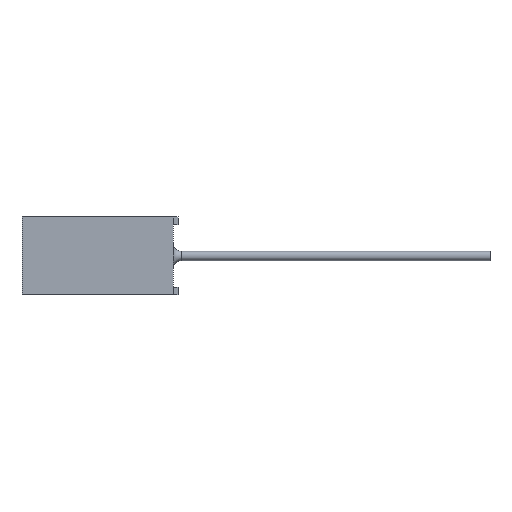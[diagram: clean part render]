
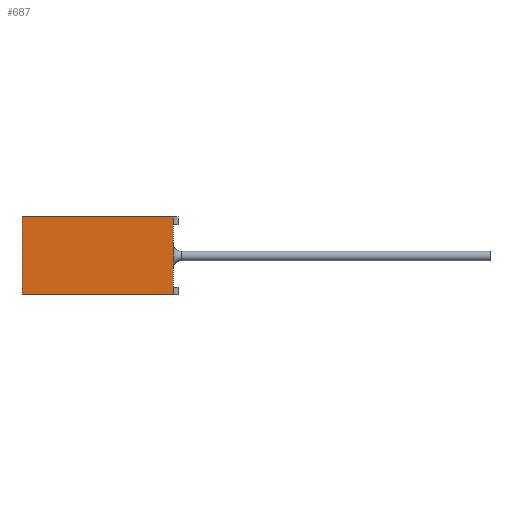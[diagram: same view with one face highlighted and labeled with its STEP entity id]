
A CAD part, left-side view. The second image highlights one B-rep face of the part: STEP entity #687.
In plain terms, the highlighted planar face has unit normal (-1, 0, 0).
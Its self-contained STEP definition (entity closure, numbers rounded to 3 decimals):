
#687 = ADVANCED_FACE( '', ( #1711 ), #1712, .F. );
#1711 = FACE_OUTER_BOUND( '', #3158, .T. );
#1712 = PLANE( '', #3159 );
#3158 = EDGE_LOOP( '', ( #5487, #5488, #5489, #5490 ) );
#3159 = AXIS2_PLACEMENT_3D( '', #5491, #5492, #5493 );
#5487 = ORIENTED_EDGE( '', *, *, #10103, .T. );
#5488 = ORIENTED_EDGE( '', *, *, #10104, .F. );
#5489 = ORIENTED_EDGE( '', *, *, #10105, .F. );
#5490 = ORIENTED_EDGE( '', *, *, #10106, .T. );
#5491 = CARTESIAN_POINT( '', ( -6.5, 4.85, 2.5 ) );
#5492 = DIRECTION( '', ( 1., 0., 0. ) );
#5493 = DIRECTION( '', ( 0., 0., -1. ) );
#10103 = EDGE_CURVE( '', #12042, #12043, #12044, .T. );
#10104 = EDGE_CURVE( '', #12045, #12043, #12046, .T. );
#10105 = EDGE_CURVE( '', #12047, #12045, #12048, .T. );
#10106 = EDGE_CURVE( '', #12047, #12042, #12049, .T. );
#12042 = VERTEX_POINT( '', #15801 );
#12043 = VERTEX_POINT( '', #15802 );
#12044 = LINE( '', #15803, #15804 );
#12045 = VERTEX_POINT( '', #15805 );
#12046 = LINE( '', #15806, #15807 );
#12047 = VERTEX_POINT( '', #15808 );
#12048 = LINE( '', #15809, #15810 );
#12049 = LINE( '', #15811, #15812 );
#15801 = CARTESIAN_POINT( '', ( -6.5, 4.85, -2.5 ) );
#15802 = CARTESIAN_POINT( '', ( -6.5, -4.85, -2.5 ) );
#15803 = CARTESIAN_POINT( '', ( -6.5, 4.85, -2.5 ) );
#15804 = VECTOR( '', #19935, 1000. );
#15805 = CARTESIAN_POINT( '', ( -6.5, -4.85, 2.5 ) );
#15806 = CARTESIAN_POINT( '', ( -6.5, -4.85, 2.5 ) );
#15807 = VECTOR( '', #19936, 1000. );
#15808 = CARTESIAN_POINT( '', ( -6.5, 4.85, 2.5 ) );
#15809 = CARTESIAN_POINT( '', ( -6.5, 4.85, 2.5 ) );
#15810 = VECTOR( '', #19937, 1000. );
#15811 = CARTESIAN_POINT( '', ( -6.5, 4.85, 2.5 ) );
#15812 = VECTOR( '', #19938, 1000. );
#19935 = DIRECTION( '', ( 0., -1., 0. ) );
#19936 = DIRECTION( '', ( 0., 0., -1. ) );
#19937 = DIRECTION( '', ( 0., -1., 0. ) );
#19938 = DIRECTION( '', ( 0., 0., -1. ) );
